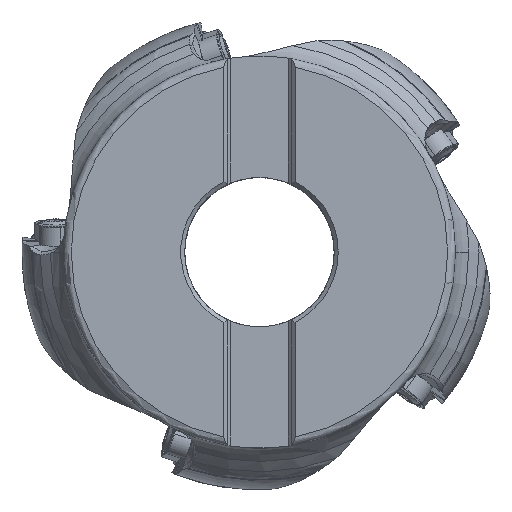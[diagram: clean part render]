
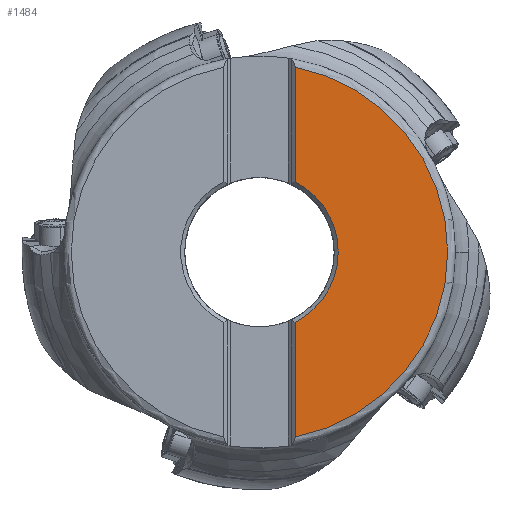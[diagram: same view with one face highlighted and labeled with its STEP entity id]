
A CAD part, top view. The second image highlights one B-rep face of the part: STEP entity #1484.
In plain terms, the highlighted planar face has unit normal (0, 0, 1).
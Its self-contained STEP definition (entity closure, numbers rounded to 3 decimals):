
#1032=PLANE('',#20555);
#1484=ADVANCED_FACE('',(#2713),#1032,.T.);
#2713=FACE_OUTER_BOUND('',#3743,.T.);
#3743=EDGE_LOOP('',(#9539,#9540,#9541,#9542,#9543,#9544));
#4949=CIRCLE('',#20549,48.);
#4950=CIRCLE('',#20550,48.);
#4951=CIRCLE('',#20553,20.085);
#4952=CIRCLE('',#20554,20.085);
#6215=LINE('',#37001,#7260);
#6216=LINE('',#37003,#7261);
#7260=VECTOR('',#23797,1.);
#7261=VECTOR('',#23800,1.);
#9539=ORIENTED_EDGE('',*,*,#16714,.F.);
#9540=ORIENTED_EDGE('',*,*,#16711,.F.);
#9541=ORIENTED_EDGE('',*,*,#16710,.F.);
#9542=ORIENTED_EDGE('',*,*,#16715,.F.);
#9543=ORIENTED_EDGE('',*,*,#16716,.F.);
#9544=ORIENTED_EDGE('',*,*,#16717,.F.);
#14536=VERTEX_POINT('',#36975);
#14537=VERTEX_POINT('',#36977);
#14538=VERTEX_POINT('',#36979);
#14539=VERTEX_POINT('',#37000);
#14540=VERTEX_POINT('',#37004);
#14541=VERTEX_POINT('',#37006);
#16710=EDGE_CURVE('',#14536,#14537,#4949,.T.);
#16711=EDGE_CURVE('',#14537,#14538,#4950,.T.);
#16714=EDGE_CURVE('',#14538,#14539,#6215,.T.);
#16715=EDGE_CURVE('',#14540,#14536,#6216,.T.);
#16716=EDGE_CURVE('',#14541,#14540,#4951,.T.);
#16717=EDGE_CURVE('',#14539,#14541,#4952,.T.);
#20549=AXIS2_PLACEMENT_3D('',#36976,#23791,#23792);
#20550=AXIS2_PLACEMENT_3D('',#36978,#23793,#23794);
#20553=AXIS2_PLACEMENT_3D('',#37005,#23801,#23802);
#20554=AXIS2_PLACEMENT_3D('',#37007,#23803,#23804);
#20555=AXIS2_PLACEMENT_3D('',#37008,#23805,#23806);
#23791=DIRECTION('',(0.,0.,-1.));
#23792=DIRECTION('',(0.189,0.982,0.));
#23793=DIRECTION('',(0.,0.,-1.));
#23794=DIRECTION('',(1.,0.,0.));
#23797=DIRECTION('',(0.,1.,0.));
#23800=DIRECTION('',(0.,1.,0.));
#23801=DIRECTION('',(0.,0.,1.));
#23802=DIRECTION('',(1.,0.,0.));
#23803=DIRECTION('',(0.,0.,1.));
#23804=DIRECTION('',(0.452,-0.892,0.));
#23805=DIRECTION('',(0.,0.,1.));
#23806=DIRECTION('',(1.,0.,0.));
#36975=CARTESIAN_POINT('',(9.075,47.134,0.));
#36976=CARTESIAN_POINT('',(0.,0.,0.));
#36977=CARTESIAN_POINT('',(48.,0.,0.));
#36978=CARTESIAN_POINT('',(0.,0.,0.));
#36979=CARTESIAN_POINT('',(9.075,-47.134,0.));
#37000=CARTESIAN_POINT('',(9.075,-17.918,0.));
#37001=CARTESIAN_POINT('',(9.075,-47.134,0.));
#37003=CARTESIAN_POINT('',(9.075,17.918,0.));
#37004=CARTESIAN_POINT('',(9.075,17.918,0.));
#37005=CARTESIAN_POINT('',(0.,0.,0.));
#37006=CARTESIAN_POINT('',(20.085,0.,0.));
#37007=CARTESIAN_POINT('',(0.,0.,0.));
#37008=CARTESIAN_POINT('',(28.538,0.,0.));
